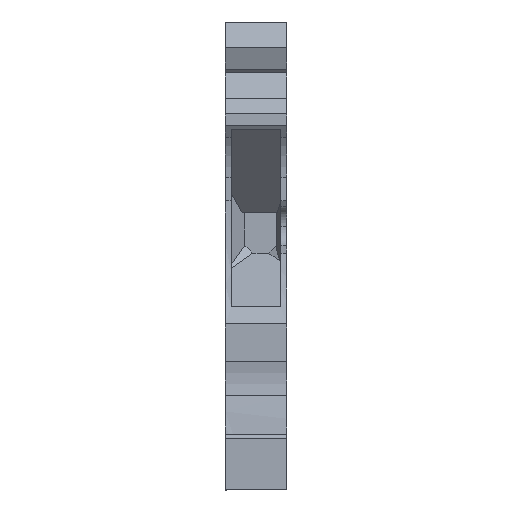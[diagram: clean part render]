
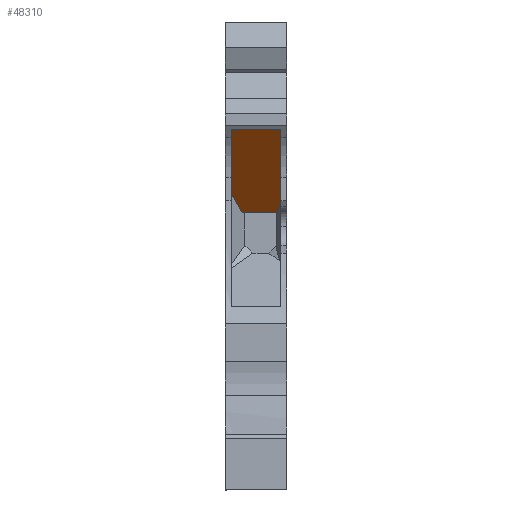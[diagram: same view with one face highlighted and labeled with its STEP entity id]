
A CAD part, front view. The second image highlights one B-rep face of the part: STEP entity #48310.
In plain terms, the highlighted face is planar.
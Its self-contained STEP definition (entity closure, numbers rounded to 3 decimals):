
#44120=CARTESIAN_POINT('',(16.795,11.322,
-0.25));
#44130=VERTEX_POINT('',#44120);
#44160=CARTESIAN_POINT('',(30.17,-2.365,
-0.25));
#44170=DIRECTION('',(0.699,-0.715,
0.));
#44180=VECTOR('',#44170,1.);
#44190=LINE('',#44160,#44180);
#44200=CARTESIAN_POINT('',(9.627,18.657,
-0.25));
#44210=VERTEX_POINT('',#44200);
#44220=EDGE_CURVE('',#44210,#44130,#44190,.T.);
#45250=CARTESIAN_POINT('',(9.627,18.657,
0.));
#45260=DIRECTION('',(0.,0.,1.));
#45270=VECTOR('',#45260,1.);
#45280=LINE('',#45250,#45270);
#45290=CARTESIAN_POINT('',(9.627,18.657,
-5.2));
#45300=VERTEX_POINT('',#45290);
#45310=EDGE_CURVE('',#45300,#44210,#45280,.T.);
#46000=CARTESIAN_POINT('',(30.17,-2.365,
-5.2));
#46010=DIRECTION('',(-0.699,0.715,
0.));
#46020=VECTOR('',#46010,1.);
#46030=LINE('',#46000,#46020);
#46040=CARTESIAN_POINT('',(15.936,12.201,
-5.2));
#46050=VERTEX_POINT('',#46040);
#46060=EDGE_CURVE('',#46050,#45300,#46030,.T.);
#47580=CARTESIAN_POINT('',(30.17,-2.365,
3.018));
#47590=DIRECTION('',(-0.648,0.663,
-0.374));
#47600=VECTOR('',#47590,1.);
#47610=LINE('',#47580,#47600);
#47620=CARTESIAN_POINT('',(17.804,10.29,
-4.122));
#47630=VERTEX_POINT('',#47620);
#47640=EDGE_CURVE('',#47630,#46050,#47610,.T.);
#47980=CARTESIAN_POINT('',(17.474,10.627,
0.965));
#47990=DIRECTION('',(0.715,0.699,
0.));
#48000=DIRECTION('',(-0.699,0.715,
0.));
#48010=AXIS2_PLACEMENT_3D('',#47980,#47990,#48000);
#48020=PLANE('',#48010);
#48030=CARTESIAN_POINT('',(30.17,-2.365,
-0.65));
#48040=DIRECTION('',(-0.699,0.715,
0.));
#48050=VECTOR('',#48040,1.);
#48060=LINE('',#48030,#48050);
#48070=CARTESIAN_POINT('',(17.874,10.218,
-0.65));
#48080=VERTEX_POINT('',#48070);
#48090=CARTESIAN_POINT('',(17.804,10.29,
-0.65));
#48100=VERTEX_POINT('',#48090);
#48110=EDGE_CURVE('',#48080,#48100,#48060,.T.);
#48120=ORIENTED_EDGE('',*,*,#48110,.F.);
#48130=CARTESIAN_POINT('',(17.804,10.29,
-2.725));
#48140=DIRECTION('',(0.,0.,1.));
#48150=VECTOR('',#48140,1.);
#48160=LINE('',#48130,#48150);
#48170=EDGE_CURVE('',#47630,#48100,#48160,.T.);
#48180=ORIENTED_EDGE('',*,*,#48170,.T.);
#48190=ORIENTED_EDGE('',*,*,#47640,.F.);
#48200=ORIENTED_EDGE('',*,*,#46060,.F.);
#48210=ORIENTED_EDGE('',*,*,#45310,.F.);
#48220=ORIENTED_EDGE('',*,*,#44220,.F.);
#48230=CARTESIAN_POINT('',(30.17,-2.365,
-5.209));
#48240=DIRECTION('',(-0.677,0.692,
0.251));
#48250=VECTOR('',#48240,1.);
#48260=LINE('',#48230,#48250);
#48270=EDGE_CURVE('',#48080,#44130,#48260,.T.);
#48280=ORIENTED_EDGE('',*,*,#48270,.T.);
#48290=EDGE_LOOP('',(#48280,#48220,#48210,#48200,#48190,#48180,#48120));
#48300=FACE_OUTER_BOUND('',#48290,.T.);
#48310=ADVANCED_FACE('',(#48300),#48020,.F.);
